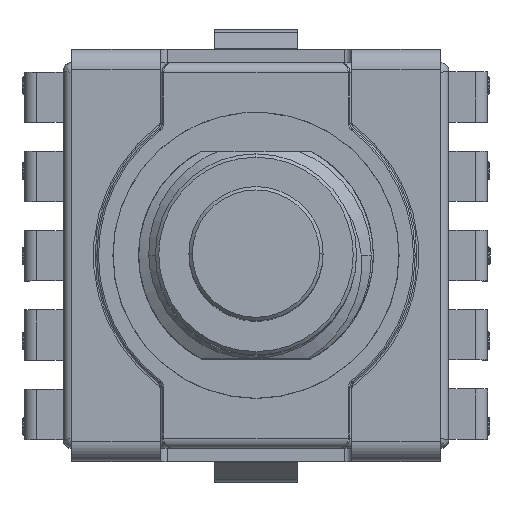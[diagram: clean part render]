
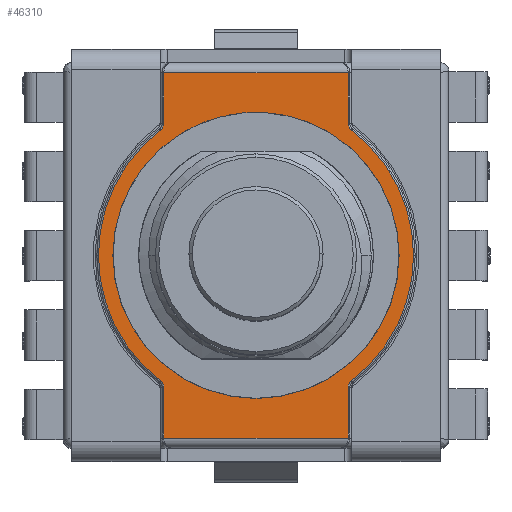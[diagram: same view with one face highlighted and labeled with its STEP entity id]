
A CAD part, top view. The second image highlights one B-rep face of the part: STEP entity #46310.
In plain terms, the highlighted face is planar.
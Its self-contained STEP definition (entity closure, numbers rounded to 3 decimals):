
#44990=CARTESIAN_POINT('',(5.75,5.75,-0.4));
#45000=DIRECTION('',(0.,0.,-1.));
#45010=DIRECTION('',(-1.,0.,0.));
#45020=AXIS2_PLACEMENT_3D('',#44990,#45000,#45010);
#45030=PLANE('',#45020);
#45040=CARTESIAN_POINT('',(5.75,5.75,-0.4));
#45050=DIRECTION('',(0.,0.,1.));
#45060=DIRECTION('',(-1.,0.,0.));
#45070=AXIS2_PLACEMENT_3D('',#45040,#45050,#45060);
#45080=CIRCLE('',#45070,4.269);
#45090=CARTESIAN_POINT('',(1.481,5.75,-0.4));
#45100=VERTEX_POINT('',#45090);
#45110=CARTESIAN_POINT('',(10.019,5.75,-0.4));
#45120=VERTEX_POINT('',#45110);
#45130=EDGE_CURVE('',#45100,#45120,#45080,.T.);
#45140=ORIENTED_EDGE('',*,*,#45130,.T.);
#45150=EDGE_CURVE('',#45120,#45100,#45080,.T.);
#45160=ORIENTED_EDGE('',*,*,#45150,.T.);
#45170=EDGE_LOOP('',(#45160,#45140));
#45180=FACE_BOUND('',#45170,.T.);
#45190=CARTESIAN_POINT('',(2.75,9.687,-0.4));
#45200=DIRECTION('',(0.,0.,1.));
#45210=DIRECTION('',(-1.,0.,0.));
#45220=AXIS2_PLACEMENT_3D('',#45190,#45200,#45210);
#45230=CIRCLE('',#45220,0.25);
#45240=CARTESIAN_POINT('',(2.902,9.488,-0.4));
#45250=VERTEX_POINT('',#45240);
#45260=CARTESIAN_POINT('',(3.,9.687,-0.4));
#45270=VERTEX_POINT('',#45260);
#45280=EDGE_CURVE('',#45250,#45270,#45230,.T.);
#45290=ORIENTED_EDGE('',*,*,#45280,.T.);
#45300=CARTESIAN_POINT('',(5.75,5.75,-0.4));
#45310=DIRECTION('',(0.,0.,-1.));
#45320=DIRECTION('',(-1.,0.,0.));
#45330=AXIS2_PLACEMENT_3D('',#45300,#45310,#45320);
#45340=CIRCLE('',#45330,4.7);
#45350=CARTESIAN_POINT('',(1.05,5.75,-0.4));
#45360=VERTEX_POINT('',#45350);
#45370=EDGE_CURVE('',#45360,#45250,#45340,.T.);
#45380=ORIENTED_EDGE('',*,*,#45370,.T.);
#45390=CARTESIAN_POINT('',(2.902,2.012,-0.4));
#45400=VERTEX_POINT('',#45390);
#45410=EDGE_CURVE('',#45400,#45360,#45340,.T.);
#45420=ORIENTED_EDGE('',*,*,#45410,.T.);
#45430=CARTESIAN_POINT('',(2.75,1.813,-0.4));
#45440=DIRECTION('',(0.,0.,1.));
#45450=DIRECTION('',(-1.,0.,0.));
#45460=AXIS2_PLACEMENT_3D('',#45430,#45440,#45450);
#45470=CIRCLE('',#45460,0.25);
#45480=CARTESIAN_POINT('',(3.,1.813,-0.4));
#45490=VERTEX_POINT('',#45480);
#45500=EDGE_CURVE('',#45490,#45400,#45470,.T.);
#45510=ORIENTED_EDGE('',*,*,#45500,.T.);
#45520=CARTESIAN_POINT('',(3.,5.75,-0.4));
#45530=DIRECTION('',(0.,-1.,0.));
#45540=VECTOR('',#45530,1.);
#45550=LINE('',#45520,#45540);
#45560=CARTESIAN_POINT('',(3.,0.3,-0.4));
#45570=VERTEX_POINT('',#45560);
#45580=EDGE_CURVE('',#45490,#45570,#45550,.T.);
#45590=ORIENTED_EDGE('',*,*,#45580,.F.);
#45600=CARTESIAN_POINT('',(5.75,0.3,-0.4));
#45610=DIRECTION('',(-1.,0.,0.));
#45620=VECTOR('',#45610,1.);
#45630=LINE('',#45600,#45620);
#45640=CARTESIAN_POINT('',(8.5,0.3,-0.4));
#45650=VERTEX_POINT('',#45640);
#45660=EDGE_CURVE('',#45650,#45570,#45630,.T.);
#45670=ORIENTED_EDGE('',*,*,#45660,.T.);
#45680=CARTESIAN_POINT('',(8.5,5.75,-0.4));
#45690=DIRECTION('',(0.,1.,0.));
#45700=VECTOR('',#45690,1.);
#45710=LINE('',#45680,#45700);
#45720=CARTESIAN_POINT('',(8.5,1.813,-0.4));
#45730=VERTEX_POINT('',#45720);
#45740=EDGE_CURVE('',#45650,#45730,#45710,.T.);
#45750=ORIENTED_EDGE('',*,*,#45740,.F.);
#45760=CARTESIAN_POINT('',(8.75,1.813,-0.4));
#45770=DIRECTION('',(0.,0.,1.));
#45780=DIRECTION('',(-1.,0.,0.));
#45790=AXIS2_PLACEMENT_3D('',#45760,#45770,#45780);
#45800=CIRCLE('',#45790,0.25);
#45810=CARTESIAN_POINT('',(8.598,2.012,-0.4));
#45820=VERTEX_POINT('',#45810);
#45830=EDGE_CURVE('',#45820,#45730,#45800,.T.);
#45840=ORIENTED_EDGE('',*,*,#45830,.T.);
#45850=CARTESIAN_POINT('',(5.75,5.75,-0.4));
#45860=DIRECTION('',(0.,0.,-1.));
#45870=DIRECTION('',(-1.,0.,0.));
#45880=AXIS2_PLACEMENT_3D('',#45850,#45860,#45870);
#45890=CIRCLE('',#45880,4.7);
#45900=CARTESIAN_POINT('',(10.45,5.75,-0.4));
#45910=VERTEX_POINT('',#45900);
#45920=EDGE_CURVE('',#45910,#45820,#45890,.T.);
#45930=ORIENTED_EDGE('',*,*,#45920,.T.);
#45940=CARTESIAN_POINT('',(8.598,9.488,-0.4));
#45950=VERTEX_POINT('',#45940);
#45960=EDGE_CURVE('',#45950,#45910,#45890,.T.);
#45970=ORIENTED_EDGE('',*,*,#45960,.T.);
#45980=CARTESIAN_POINT('',(8.75,9.687,-0.4));
#45990=DIRECTION('',(0.,0.,1.));
#46000=DIRECTION('',(-1.,0.,0.));
#46010=AXIS2_PLACEMENT_3D('',#45980,#45990,#46000);
#46020=CIRCLE('',#46010,0.25);
#46030=CARTESIAN_POINT('',(8.5,9.687,-0.4));
#46040=VERTEX_POINT('',#46030);
#46050=EDGE_CURVE('',#46040,#45950,#46020,.T.);
#46060=ORIENTED_EDGE('',*,*,#46050,.T.);
#46070=CARTESIAN_POINT('',(8.5,5.75,-0.4));
#46080=DIRECTION('',(0.,1.,0.));
#46090=VECTOR('',#46080,1.);
#46100=LINE('',#46070,#46090);
#46110=CARTESIAN_POINT('',(8.5,11.2,-0.4));
#46120=VERTEX_POINT('',#46110);
#46130=EDGE_CURVE('',#46040,#46120,#46100,.T.);
#46140=ORIENTED_EDGE('',*,*,#46130,.F.);
#46150=CARTESIAN_POINT('',(5.75,11.2,-0.4));
#46160=DIRECTION('',(1.,0.,0.));
#46170=VECTOR('',#46160,1.);
#46180=LINE('',#46150,#46170);
#46190=CARTESIAN_POINT('',(3.,11.2,-0.4));
#46200=VERTEX_POINT('',#46190);
#46210=EDGE_CURVE('',#46200,#46120,#46180,.T.);
#46220=ORIENTED_EDGE('',*,*,#46210,.T.);
#46230=CARTESIAN_POINT('',(3.,5.75,-0.4));
#46240=DIRECTION('',(0.,-1.,0.));
#46250=VECTOR('',#46240,1.);
#46260=LINE('',#46230,#46250);
#46270=EDGE_CURVE('',#46200,#45270,#46260,.T.);
#46280=ORIENTED_EDGE('',*,*,#46270,.F.);
#46290=EDGE_LOOP('',(#46280,#46220,#46140,#46060,#45970,#45930,#45840,
#45750,#45670,#45590,#45510,#45420,#45380,#45290));
#46300=FACE_OUTER_BOUND('',#46290,.T.);
#46310=ADVANCED_FACE('',(#45180,#46300),#45030,.T.);
